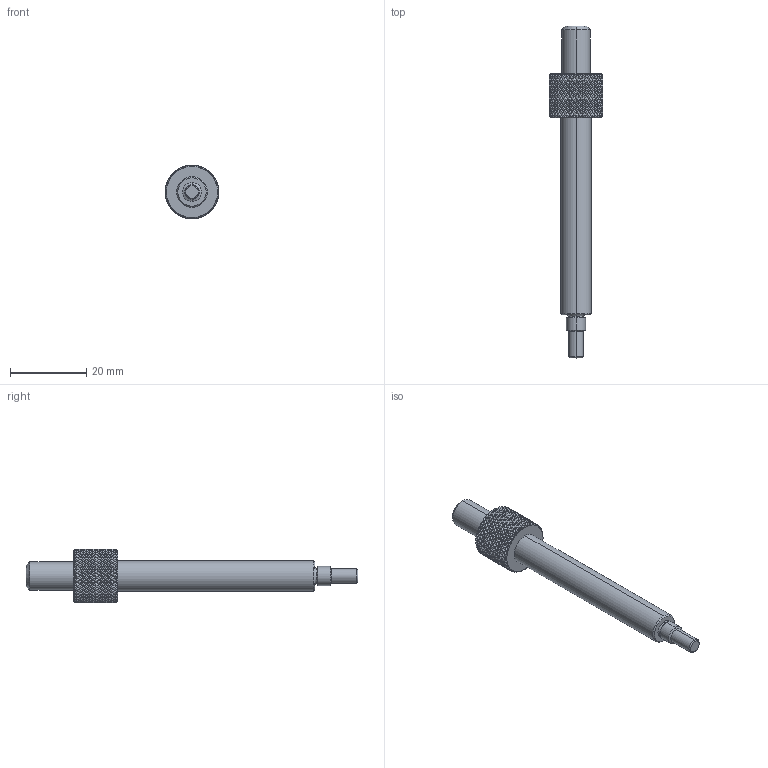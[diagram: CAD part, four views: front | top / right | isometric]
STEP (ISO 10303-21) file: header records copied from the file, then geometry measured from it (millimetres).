
FILE_DESCRIPTION (( 'STEP AP214' ), '1' );
FILE_NAME ('INGUN_52394.STEP', '2024-06-26T08:24:47', ( '' ), ( '' ), 'SwSTEP 2.0', 'SolidWorks 2021', '' );
FILE_SCHEMA (( 'AUTOMOTIVE_DESIGN' ));
Length unit declared in the file: millimetre
Products named in the file (1): INGUN_52394
Bounding box: 14 x 87 x 14 mm (x, y, z)
Volume: 4988.9 mm3; surface area: 2672.1 mm2
Topology: 1 solids, 1 shells, 2662 faces, 5313 edges, 2657 vertices
Faces by surface type: bspline 2016, cylinder 519, cone 117, plane 6, torus 4
Entity records: 116823 total; most frequent: CARTESIAN_POINT 83998, ORIENTED_EDGE 10626, EDGE_CURVE 5313, EDGE_LOOP 2666, FACE_OUTER_BOUND 2662, ADVANCED_FACE 2662, VERTEX_POINT 2657, DIRECTION 1672
